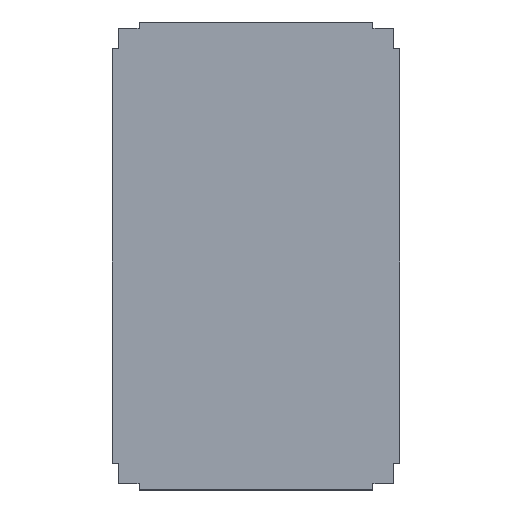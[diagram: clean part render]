
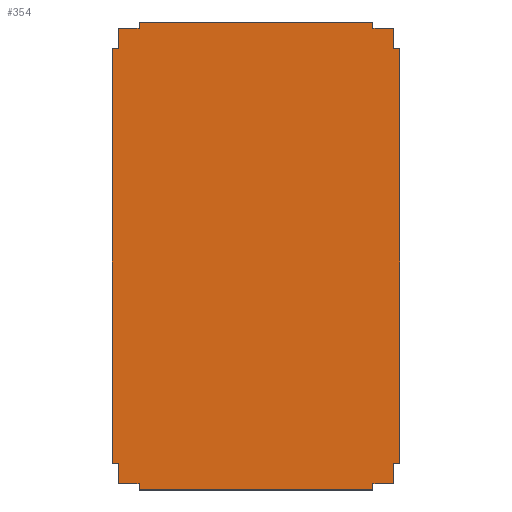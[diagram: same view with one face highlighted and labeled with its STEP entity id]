
A CAD part, top view. The second image highlights one B-rep face of the part: STEP entity #354.
In plain terms, the highlighted planar face has unit normal (0, 0, 1).
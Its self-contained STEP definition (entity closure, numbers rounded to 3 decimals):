
#2 = LINE ( 'NONE', #305, #51 ) ;
#8 = CARTESIAN_POINT ( 'NONE',  ( -113.5, 227.057, 6. ) ) ;
#13 = CARTESIAN_POINT ( 'NONE',  ( -133.5, 221.057, 6. ) ) ;
#32 = VECTOR ( 'NONE', #121, 1000. ) ;
#34 = DIRECTION ( 'NONE',  ( -1., 0., 0. ) ) ;
#39 = LINE ( 'NONE', #730, #471 ) ;
#44 = VERTEX_POINT ( 'NONE', #157 ) ;
#48 = CARTESIAN_POINT ( 'NONE',  ( -113.5, -221.057, 6. ) ) ;
#50 = ORIENTED_EDGE ( 'NONE', *, *, #128, .T. ) ;
#51 = VECTOR ( 'NONE', #546, 1000. ) ;
#53 = ORIENTED_EDGE ( 'NONE', *, *, #729, .T. ) ;
#55 = LINE ( 'NONE', #412, #316 ) ;
#58 = EDGE_CURVE ( 'NONE', #406, #144, #70, .T. ) ;
#60 = ORIENTED_EDGE ( 'NONE', *, *, #293, .T. ) ;
#61 = VERTEX_POINT ( 'NONE', #277 ) ;
#66 = DIRECTION ( 'NONE',  ( -1., 0., 0. ) ) ;
#67 = EDGE_CURVE ( 'NONE', #461, #133, #580, .T. ) ;
#70 = LINE ( 'NONE', #48, #491 ) ;
#82 = CARTESIAN_POINT ( 'NONE',  ( 113.5, -227.057, 6. ) ) ;
#84 = VERTEX_POINT ( 'NONE', #517 ) ;
#88 = VECTOR ( 'NONE', #217, 1000. ) ;
#90 = CARTESIAN_POINT ( 'NONE',  ( 113.5, 221.057, 6. ) ) ;
#95 = ORIENTED_EDGE ( 'NONE', *, *, #750, .T. ) ;
#99 = VERTEX_POINT ( 'NONE', #513 ) ;
#104 = ORIENTED_EDGE ( 'NONE', *, *, #465, .T. ) ;
#105 = LINE ( 'NONE', #603, #32 ) ;
#108 = ORIENTED_EDGE ( 'NONE', *, *, #278, .T. ) ;
#110 = ORIENTED_EDGE ( 'NONE', *, *, #446, .T. ) ;
#112 = LINE ( 'NONE', #681, #135 ) ;
#113 = DIRECTION ( 'NONE',  ( 0., -1., 0. ) ) ;
#115 = EDGE_CURVE ( 'NONE', #399, #304, #643, .T. ) ;
#118 = DIRECTION ( 'NONE',  ( 0., 1., 0. ) ) ;
#121 = DIRECTION ( 'NONE',  ( 1., 0., 0. ) ) ;
#128 = EDGE_CURVE ( 'NONE', #607, #84, #188, .T. ) ;
#133 = VERTEX_POINT ( 'NONE', #520 ) ;
#134 = DIRECTION ( 'NONE',  ( -1., 0., 0. ) ) ;
#135 = VECTOR ( 'NONE', #674, 1000. ) ;
#141 = VERTEX_POINT ( 'NONE', #341 ) ;
#142 = CARTESIAN_POINT ( 'NONE',  ( 0., 0., 6. ) ) ;
#144 = VERTEX_POINT ( 'NONE', #704 ) ;
#147 = VECTOR ( 'NONE', #34, 1000. ) ;
#153 = ORIENTED_EDGE ( 'NONE', *, *, #569, .T. ) ;
#154 = CARTESIAN_POINT ( 'NONE',  ( -133.5, 221.057, 6. ) ) ;
#157 = CARTESIAN_POINT ( 'NONE',  ( 113.5, 221.057, 6. ) ) ;
#165 = ORIENTED_EDGE ( 'NONE', *, *, #590, .T. ) ;
#180 = DIRECTION ( 'NONE',  ( 0., 1., 0. ) ) ;
#183 = CARTESIAN_POINT ( 'NONE',  ( 133.5, -201.057, 6. ) ) ;
#188 = LINE ( 'NONE', #154, #752 ) ;
#190 = CARTESIAN_POINT ( 'NONE',  ( 133.5, 201.057, 6. ) ) ;
#216 = VECTOR ( 'NONE', #538, 1000. ) ;
#217 = DIRECTION ( 'NONE',  ( 0., -1., 0. ) ) ;
#219 = ORIENTED_EDGE ( 'NONE', *, *, #115, .T. ) ;
#223 = LINE ( 'NONE', #190, #679 ) ;
#235 = CARTESIAN_POINT ( 'NONE',  ( 113.5, -221.057, 6. ) ) ;
#239 = ORIENTED_EDGE ( 'NONE', *, *, #58, .T. ) ;
#242 = CARTESIAN_POINT ( 'NONE',  ( 133.5, 221.057, 6. ) ) ;
#243 = LINE ( 'NONE', #90, #147 ) ;
#250 = VERTEX_POINT ( 'NONE', #529 ) ;
#253 = CARTESIAN_POINT ( 'NONE',  ( -133.5, 201.057, 6. ) ) ;
#256 = CARTESIAN_POINT ( 'NONE',  ( 139.5, -201.057, 6. ) ) ;
#270 = VERTEX_POINT ( 'NONE', #82 ) ;
#277 = CARTESIAN_POINT ( 'NONE',  ( 133.5, 201.057, 6. ) ) ;
#278 = EDGE_CURVE ( 'NONE', #645, #330, #2, .T. ) ;
#287 = EDGE_CURVE ( 'NONE', #492, #645, #701, .T. ) ;
#293 = EDGE_CURVE ( 'NONE', #84, #141, #533, .T. ) ;
#304 = VERTEX_POINT ( 'NONE', #612 ) ;
#305 = CARTESIAN_POINT ( 'NONE',  ( -133.5, -201.057, 6. ) ) ;
#311 = ORIENTED_EDGE ( 'NONE', *, *, #498, .T. ) ;
#316 = VECTOR ( 'NONE', #480, 1000. ) ;
#330 = VERTEX_POINT ( 'NONE', #550 ) ;
#333 = CARTESIAN_POINT ( 'NONE',  ( -113.5, 221.057, 6. ) ) ;
#334 = DIRECTION ( 'NONE',  ( 0., 1., 0. ) ) ;
#337 = VERTEX_POINT ( 'NONE', #738 ) ;
#341 = CARTESIAN_POINT ( 'NONE',  ( -139.5, 201.057, 6. ) ) ;
#354 = ADVANCED_FACE ( 'NONE', ( #555 ), #564, .T. ) ;
#356 = DIRECTION ( 'NONE',  ( 0., 1., 0. ) ) ;
#357 = DIRECTION ( 'NONE',  ( -1., 0., 0. ) ) ;
#368 = CARTESIAN_POINT ( 'NONE',  ( -133.5, -201.057, 6. ) ) ;
#379 = VECTOR ( 'NONE', #496, 1000. ) ;
#382 = VERTEX_POINT ( 'NONE', #683 ) ;
#399 = VERTEX_POINT ( 'NONE', #256 ) ;
#406 = VERTEX_POINT ( 'NONE', #502 ) ;
#409 = LINE ( 'NONE', #242, #593 ) ;
#412 = CARTESIAN_POINT ( 'NONE',  ( -133.5, -221.057, 6. ) ) ;
#414 = VECTOR ( 'NONE', #357, 1000. ) ;
#422 = DIRECTION ( 'NONE',  ( 0., 1., 0. ) ) ;
#423 = CARTESIAN_POINT ( 'NONE',  ( -139.5, -201.057, 6. ) ) ;
#441 = EDGE_CURVE ( 'NONE', #337, #44, #243, .T. ) ;
#444 = VECTOR ( 'NONE', #118, 1000. ) ;
#446 = EDGE_CURVE ( 'NONE', #250, #461, #454, .T. ) ;
#450 = ORIENTED_EDGE ( 'NONE', *, *, #536, .T. ) ;
#454 = LINE ( 'NONE', #504, #547 ) ;
#461 = VERTEX_POINT ( 'NONE', #8 ) ;
#465 = EDGE_CURVE ( 'NONE', #270, #99, #583, .T. ) ;
#471 = VECTOR ( 'NONE', #356, 1000. ) ;
#473 = CARTESIAN_POINT ( 'NONE',  ( 133.5, -201.057, 6. ) ) ;
#480 = DIRECTION ( 'NONE',  ( 1., 0., 0. ) ) ;
#481 = ORIENTED_EDGE ( 'NONE', *, *, #552, .T. ) ;
#484 = CARTESIAN_POINT ( 'NONE',  ( 113.5, -227.057, 6. ) ) ;
#485 = LINE ( 'NONE', #544, #667 ) ;
#491 = VECTOR ( 'NONE', #576, 1000. ) ;
#492 = VERTEX_POINT ( 'NONE', #594 ) ;
#496 = DIRECTION ( 'NONE',  ( 0., -1., 0. ) ) ;
#498 = EDGE_CURVE ( 'NONE', #144, #270, #705, .T. ) ;
#502 = CARTESIAN_POINT ( 'NONE',  ( -113.5, -221.057, 6. ) ) ;
#503 = LINE ( 'NONE', #473, #625 ) ;
#504 = CARTESIAN_POINT ( 'NONE',  ( -113.5, 227.057, 6. ) ) ;
#506 = DIRECTION ( 'NONE',  ( -1., 0., 0. ) ) ;
#510 = LINE ( 'NONE', #423, #379 ) ;
#513 = CARTESIAN_POINT ( 'NONE',  ( 113.5, -221.057, 6. ) ) ;
#517 = CARTESIAN_POINT ( 'NONE',  ( -133.5, 201.057, 6. ) ) ;
#520 = CARTESIAN_POINT ( 'NONE',  ( -113.5, 221.057, 6. ) ) ;
#524 = ORIENTED_EDGE ( 'NONE', *, *, #706, .T. ) ;
#529 = CARTESIAN_POINT ( 'NONE',  ( 113.5, 227.057, 6. ) ) ;
#533 = LINE ( 'NONE', #253, #414 ) ;
#536 = EDGE_CURVE ( 'NONE', #99, #382, #105, .T. ) ;
#538 = DIRECTION ( 'NONE',  ( 1., 0., 0. ) ) ;
#539 = CARTESIAN_POINT ( 'NONE',  ( -133.5, -201.057, 6. ) ) ;
#544 = CARTESIAN_POINT ( 'NONE',  ( -133.5, 221.057, 6. ) ) ;
#546 = DIRECTION ( 'NONE',  ( 0., -1., 0. ) ) ;
#547 = VECTOR ( 'NONE', #506, 1000. ) ;
#550 = CARTESIAN_POINT ( 'NONE',  ( -133.5, -221.057, 6. ) ) ;
#552 = EDGE_CURVE ( 'NONE', #330, #406, #55, .T. ) ;
#555 = FACE_OUTER_BOUND ( 'NONE', #746, .T. ) ;
#562 = DIRECTION ( 'NONE',  ( 0., 0., 1. ) ) ;
#564 = PLANE ( 'NONE',  #628 ) ;
#569 = EDGE_CURVE ( 'NONE', #382, #582, #503, .T. ) ;
#576 = DIRECTION ( 'NONE',  ( 0., -1., 0. ) ) ;
#580 = LINE ( 'NONE', #333, #88 ) ;
#582 = VERTEX_POINT ( 'NONE', #183 ) ;
#583 = LINE ( 'NONE', #235, #444 ) ;
#590 = EDGE_CURVE ( 'NONE', #304, #61, #223, .T. ) ;
#591 = ORIENTED_EDGE ( 'NONE', *, *, #287, .T. ) ;
#593 = VECTOR ( 'NONE', #180, 1000. ) ;
#594 = CARTESIAN_POINT ( 'NONE',  ( -139.5, -201.057, 6. ) ) ;
#603 = CARTESIAN_POINT ( 'NONE',  ( 113.5, -221.057, 6. ) ) ;
#607 = VERTEX_POINT ( 'NONE', #13 ) ;
#612 = CARTESIAN_POINT ( 'NONE',  ( 139.5, 201.057, 6. ) ) ;
#625 = VECTOR ( 'NONE', #422, 1000. ) ;
#628 = AXIS2_PLACEMENT_3D ( 'NONE', #142, #562, #680 ) ;
#641 = CARTESIAN_POINT ( 'NONE',  ( 139.5, 201.057, 6. ) ) ;
#642 = ORIENTED_EDGE ( 'NONE', *, *, #67, .T. ) ;
#643 = LINE ( 'NONE', #641, #686 ) ;
#645 = VERTEX_POINT ( 'NONE', #539 ) ;
#667 = VECTOR ( 'NONE', #66, 1000. ) ;
#672 = EDGE_CURVE ( 'NONE', #44, #250, #39, .T. ) ;
#673 = DIRECTION ( 'NONE',  ( 1., 0., 0. ) ) ;
#674 = DIRECTION ( 'NONE',  ( 1., 0., 0. ) ) ;
#679 = VECTOR ( 'NONE', #134, 1000. ) ;
#680 = DIRECTION ( 'NONE',  ( 1., 0., 0. ) ) ;
#681 = CARTESIAN_POINT ( 'NONE',  ( 133.5, -201.057, 6. ) ) ;
#683 = CARTESIAN_POINT ( 'NONE',  ( 133.5, -221.057, 6. ) ) ;
#686 = VECTOR ( 'NONE', #334, 1000. ) ;
#692 = ORIENTED_EDGE ( 'NONE', *, *, #441, .T. ) ;
#693 = VECTOR ( 'NONE', #673, 1000. ) ;
#701 = LINE ( 'NONE', #368, #693 ) ;
#704 = CARTESIAN_POINT ( 'NONE',  ( -113.5, -227.057, 6. ) ) ;
#705 = LINE ( 'NONE', #484, #216 ) ;
#706 = EDGE_CURVE ( 'NONE', #133, #607, #485, .T. ) ;
#708 = EDGE_CURVE ( 'NONE', #141, #492, #510, .T. ) ;
#724 = ORIENTED_EDGE ( 'NONE', *, *, #672, .T. ) ;
#729 = EDGE_CURVE ( 'NONE', #61, #337, #409, .T. ) ;
#730 = CARTESIAN_POINT ( 'NONE',  ( 113.5, 221.057, 6. ) ) ;
#738 = CARTESIAN_POINT ( 'NONE',  ( 133.5, 221.057, 6. ) ) ;
#746 = EDGE_LOOP ( 'NONE', ( #524, #50, #60, #758, #591, #108, #481, #239, #311, #104, #450, #153, #95, #219, #165, #53, #692, #724, #110, #642 ) ) ;
#750 = EDGE_CURVE ( 'NONE', #582, #399, #112, .T. ) ;
#752 = VECTOR ( 'NONE', #113, 1000. ) ;
#758 = ORIENTED_EDGE ( 'NONE', *, *, #708, .T. ) ;
